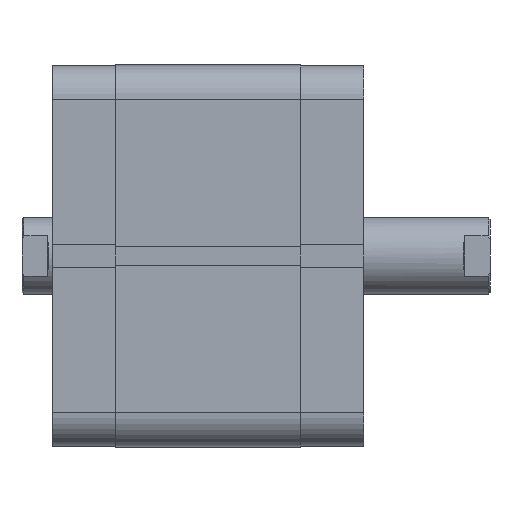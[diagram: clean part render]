
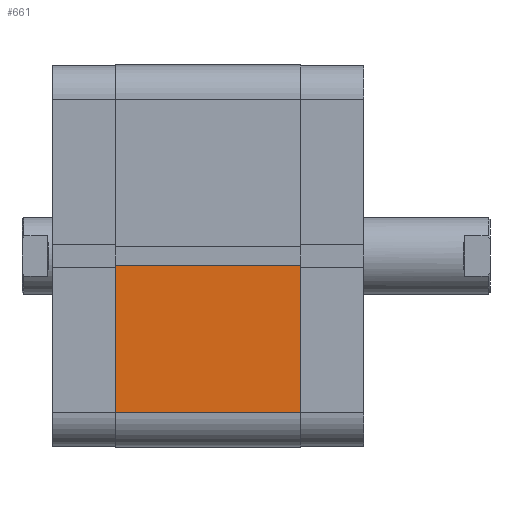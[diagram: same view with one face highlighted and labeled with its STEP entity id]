
A CAD part, front view. The second image highlights one B-rep face of the part: STEP entity #661.
In plain terms, the highlighted face is planar.
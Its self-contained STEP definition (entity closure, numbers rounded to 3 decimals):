
#230 = ORIENTED_EDGE ( 'NONE', *, *, #6522, .F. ) ;
#234 = ORIENTED_EDGE ( 'NONE', *, *, #6599, .F. ) ;
#240 = ORIENTED_EDGE ( 'NONE', *, *, #6569, .T. ) ;
#245 = ORIENTED_EDGE ( 'NONE', *, *, #6598, .T. ) ;
#661 = ADVANCED_FACE ( 'NONE', ( #5860 ), #920, .F. ) ;
#920 = PLANE ( 'NONE',  #6772 ) ;
#1418 = CARTESIAN_POINT ( 'NONE',  ( 50., -2.6, 48.5 ) ) ;
#1434 = DIRECTION ( 'NONE',  ( 0., -1., 0. ) ) ;
#1435 = DIRECTION ( 'NONE',  ( -1., 0., 0. ) ) ;
#2137 = CARTESIAN_POINT ( 'NONE',  ( 50., -2.6, 0. ) ) ;
#2156 = CARTESIAN_POINT ( 'NONE',  ( 50., -41., 0. ) ) ;
#2194 = CARTESIAN_POINT ( 'NONE',  ( 50., -41., 48.5 ) ) ;
#2206 = CARTESIAN_POINT ( 'NONE',  ( 50., -2.6, 48.5 ) ) ;
#3239 = VERTEX_POINT ( 'NONE', #2137 ) ;
#3420 = VERTEX_POINT ( 'NONE', #2156 ) ;
#3448 = LINE ( 'NONE', #4258, #3457 ) ;
#3457 = VECTOR ( 'NONE', #4259, 1000. ) ;
#3569 = LINE ( 'NONE', #4361, #3573 ) ;
#3573 = VECTOR ( 'NONE', #4364, 1000. ) ;
#3630 = LINE ( 'NONE', #4425, #3631 ) ;
#3631 = VECTOR ( 'NONE', #4426, 1000. ) ;
#3632 = LINE ( 'NONE', #4427, #3633 ) ;
#3633 = VECTOR ( 'NONE', #4428, 1000. ) ;
#3677 = VERTEX_POINT ( 'NONE', #2194 ) ;
#3700 = VERTEX_POINT ( 'NONE', #2206 ) ;
#4258 = CARTESIAN_POINT ( 'NONE',  ( 50., -2.6, 48.5 ) ) ;
#4259 = DIRECTION ( 'NONE',  ( 0., 1., 0. ) ) ;
#4361 = CARTESIAN_POINT ( 'NONE',  ( 50., -2.6, 0. ) ) ;
#4364 = DIRECTION ( 'NONE',  ( 0., 1., 0. ) ) ;
#4425 = CARTESIAN_POINT ( 'NONE',  ( 50., -41., 48.5 ) ) ;
#4426 = DIRECTION ( 'NONE',  ( 0., 0., -1. ) ) ;
#4427 = CARTESIAN_POINT ( 'NONE',  ( 50., -2.6, 48.5 ) ) ;
#4428 = DIRECTION ( 'NONE',  ( 0., 0., -1. ) ) ;
#5227 = EDGE_LOOP ( 'NONE', ( #240, #234, #230, #245 ) ) ;
#5860 = FACE_OUTER_BOUND ( 'NONE', #5227, .T. ) ;
#6522 = EDGE_CURVE ( 'NONE', #3677, #3700, #3448, .T. ) ;
#6569 = EDGE_CURVE ( 'NONE', #3420, #3239, #3569, .T. ) ;
#6598 = EDGE_CURVE ( 'NONE', #3677, #3420, #3630, .T. ) ;
#6599 = EDGE_CURVE ( 'NONE', #3700, #3239, #3632, .T. ) ;
#6772 = AXIS2_PLACEMENT_3D ( 'NONE', #1418, #1435, #1434 ) ;
